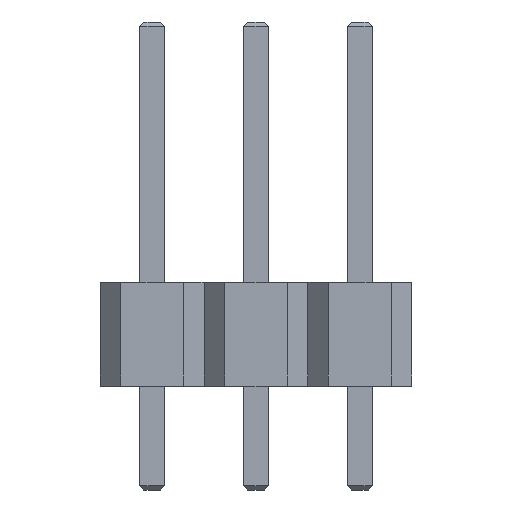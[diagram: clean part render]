
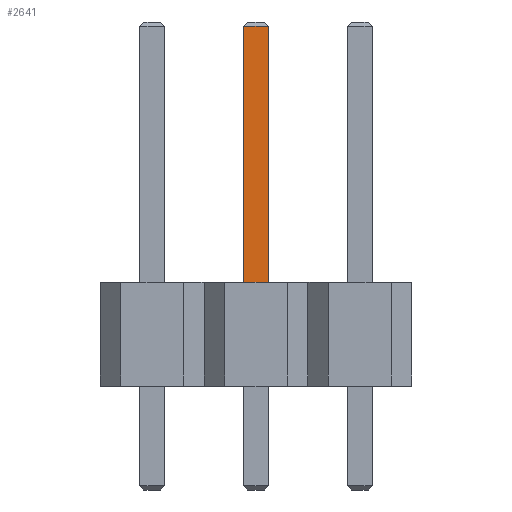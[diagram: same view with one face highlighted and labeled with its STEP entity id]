
A CAD part, front view. The second image highlights one B-rep face of the part: STEP entity #2641.
In plain terms, the highlighted planar face has unit normal (0, -1, 0).
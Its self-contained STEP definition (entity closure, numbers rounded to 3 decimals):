
#122 = AXIS2_PLACEMENT_3D ( 'NONE', #3557, #2628, #4531 ) ;
#535 = CARTESIAN_POINT ( 'NONE',  ( 0., -0.3, 2.54 ) ) ;
#672 = DIRECTION ( 'NONE',  ( 0., 0., -1. ) ) ;
#726 = VECTOR ( 'NONE', #672, 1000. ) ;
#822 = CARTESIAN_POINT ( 'NONE',  ( 2.84, -0.3, 8.8 ) ) ;
#984 = EDGE_LOOP ( 'NONE', ( #3677, #1090, #3009, #3917 ) ) ;
#1074 = CARTESIAN_POINT ( 'NONE',  ( 2.24, -0.3, 2.54 ) ) ;
#1090 = ORIENTED_EDGE ( 'NONE', *, *, #4463, .T. ) ;
#1550 = CARTESIAN_POINT ( 'NONE',  ( 2.84, -0.3, 8.8 ) ) ;
#2198 = DIRECTION ( 'NONE',  ( -1., 0., 0. ) ) ;
#2292 = CARTESIAN_POINT ( 'NONE',  ( 2.84, -0.3, 8.9 ) ) ;
#2628 = DIRECTION ( 'NONE',  ( 0., 1., 0. ) ) ;
#2641 = ADVANCED_FACE ( 'NONE', ( #4802 ), #4904, .F. ) ;
#3009 = ORIENTED_EDGE ( 'NONE', *, *, #3447, .T. ) ;
#3145 = DIRECTION ( 'NONE',  ( 0., 0., -1. ) ) ;
#3389 = LINE ( 'NONE', #535, #5780 ) ;
#3447 = EDGE_CURVE ( 'NONE', #3736, #3728, #4156, .T. ) ;
#3557 = CARTESIAN_POINT ( 'NONE',  ( 2.84, -0.3, 8.9 ) ) ;
#3677 = ORIENTED_EDGE ( 'NONE', *, *, #3876, .F. ) ;
#3728 = VERTEX_POINT ( 'NONE', #1074 ) ;
#3736 = VERTEX_POINT ( 'NONE', #4349 ) ;
#3840 = EDGE_CURVE ( 'NONE', #3728, #5792, #3389, .T. ) ;
#3876 = EDGE_CURVE ( 'NONE', #4709, #5792, #4497, .T. ) ;
#3917 = ORIENTED_EDGE ( 'NONE', *, *, #3840, .T. ) ;
#3928 = LINE ( 'NONE', #822, #4966 ) ;
#4099 = CARTESIAN_POINT ( 'NONE',  ( 2.24, -0.3, 8.9 ) ) ;
#4156 = LINE ( 'NONE', #4099, #5876 ) ;
#4349 = CARTESIAN_POINT ( 'NONE',  ( 2.24, -0.3, 8.8 ) ) ;
#4463 = EDGE_CURVE ( 'NONE', #4709, #3736, #3928, .T. ) ;
#4497 = LINE ( 'NONE', #2292, #726 ) ;
#4531 = DIRECTION ( 'NONE',  ( 0., 0., 1. ) ) ;
#4709 = VERTEX_POINT ( 'NONE', #1550 ) ;
#4802 = FACE_OUTER_BOUND ( 'NONE', #984, .T. ) ;
#4904 = PLANE ( 'NONE',  #122 ) ;
#4966 = VECTOR ( 'NONE', #2198, 1000. ) ;
#5407 = DIRECTION ( 'NONE',  ( 1., 0., 0. ) ) ;
#5780 = VECTOR ( 'NONE', #5407, 1000. ) ;
#5792 = VERTEX_POINT ( 'NONE', #5794 ) ;
#5794 = CARTESIAN_POINT ( 'NONE',  ( 2.84, -0.3, 2.54 ) ) ;
#5876 = VECTOR ( 'NONE', #3145, 1000. ) ;
